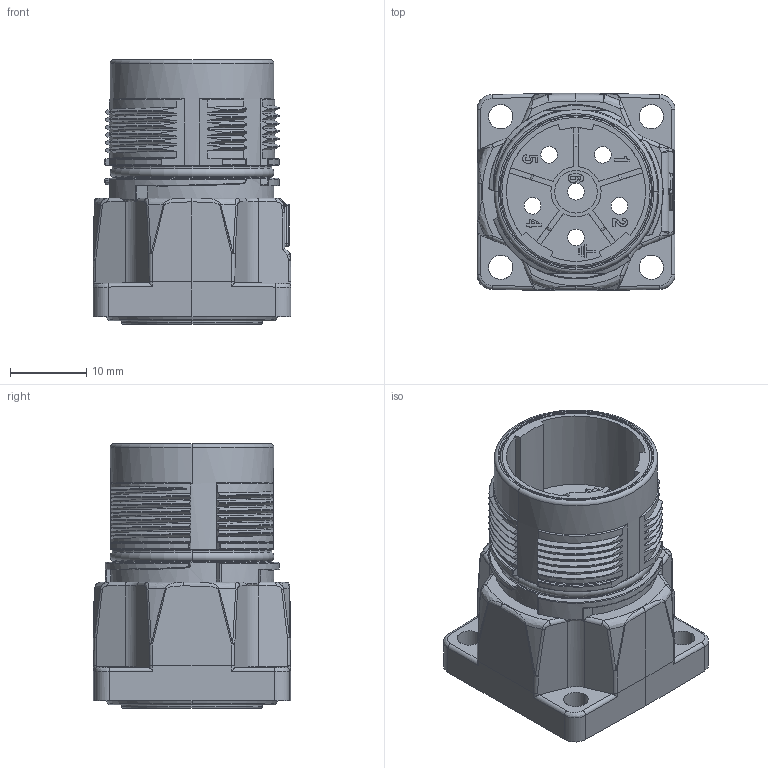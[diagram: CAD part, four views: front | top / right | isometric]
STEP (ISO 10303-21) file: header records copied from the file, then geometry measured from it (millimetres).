
FILE_DESCRIPTION((''),'2;1');
FILE_NAME('M23-MC06-BK26_SW0001','2017-08-31T',('hq.zhang'),(''),'PRO/ENGINEER BY PARAMETRIC TECHNOLOGY CORPORATION, 2012480','PRO/ENGINEER BY PARAMETRIC TECHNOLOGY CORPORATION, 2012480','');
FILE_SCHEMA(('AUTOMOTIVE_DESIGN { 1 0 10303 214 1 1 1 1 }'));
Length unit declared in the file: millimetre
Products named in the file (1): M23-MC06-BK26_SW0001
Bounding box: 26 x 26 x 34.8 mm (x, y, z)
Volume: 9926.5 mm3; surface area: 13903.6 mm2
Topology: 1 solids, 1 shells, 1696 faces, 4550 edges, 2913 vertices
Faces by surface type: plane 547, cylinder 375, bspline 350, cone 248, torus 100, extrusion 53, sphere 23
Entity records: 70781 total; most frequent: CARTESIAN_POINT 31287, ORIENTED_EDGE 9100, DIRECTION 7023, EDGE_CURVE 4550, VERTEX_POINT 2913, AXIS2_PLACEMENT_3D 2599, VECTOR 1825, EDGE_LOOP 1793
